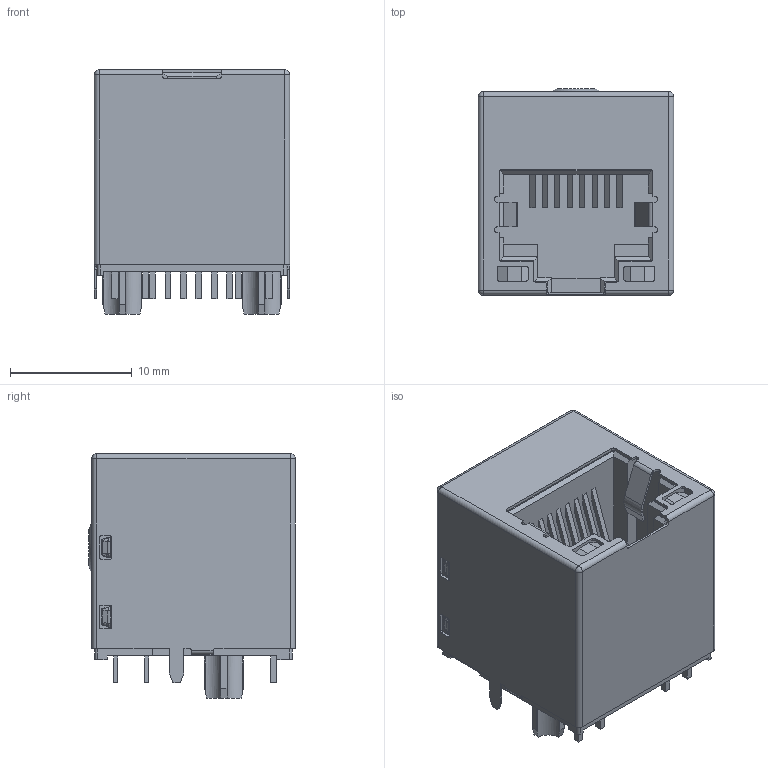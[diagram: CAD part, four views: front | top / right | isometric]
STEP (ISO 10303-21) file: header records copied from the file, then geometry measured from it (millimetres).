
FILE_DESCRIPTION(/* description */ (''),/* implementation_level */ '2;1');
FILE_NAME(/* name */ '5-2301995-4.step',/* time_stamp */ '2021-12-22T15:05:02-05:00',/* author */ (''),/* organization */ (''),/* preprocessor_version */ 'ST-DEVELOPER v18.1',/* originating_system */ 'Autodesk Translation Framework v10.10.0.1391',/* authorisation */ '');
FILE_SCHEMA (('AUTOMOTIVE_DESIGN { 1 0 10303 214 3 1 1 }'));
Length unit declared in the file: millimetre
Products named in the file (1): 5-2301995-4
Bounding box: 16.05 x 16.95 x 20.07 mm (x, y, z)
Volume: 3444.1 mm3; surface area: 2362.7 mm2
Topology: 1 solids, 1 shells, 488 faces, 1293 edges, 831 vertices
Faces by surface type: plane 313, cylinder 105, bspline 64, sphere 4, torus 2
Entity records: 18894 total; most frequent: CARTESIAN_POINT 6445, ORIENTED_EDGE 2586, DIRECTION 2380, EDGE_CURVE 1293, LINE 920, VECTOR 920, VERTEX_POINT 831, AXIS2_PLACEMENT_3D 730
